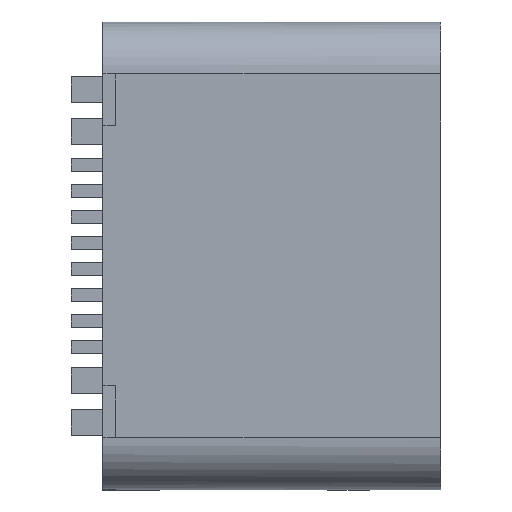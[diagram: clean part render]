
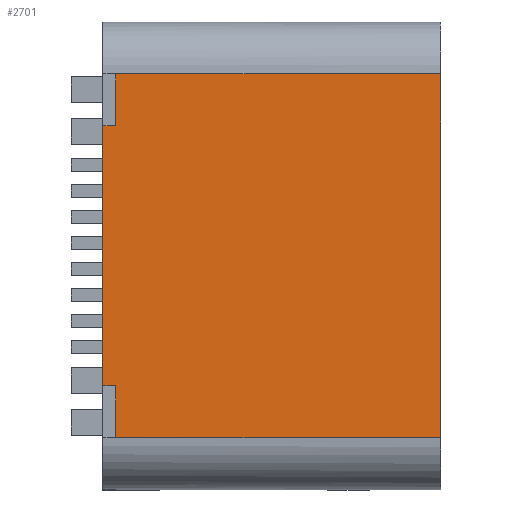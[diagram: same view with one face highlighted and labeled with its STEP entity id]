
A CAD part, top view. The second image highlights one B-rep face of the part: STEP entity #2701.
In plain terms, the highlighted planar face has unit normal (0, 0, 1).
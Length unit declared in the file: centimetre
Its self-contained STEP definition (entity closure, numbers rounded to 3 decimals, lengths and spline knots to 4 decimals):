
#216=FACE_OUTER_BOUND($,#370,.T.);
#370=EDGE_LOOP($,(#2240,#2241,#2242,#2243,#2244,#2245,#2246,#2247));
#574=LINE($,#4088,#902);
#578=LINE($,#4096,#906);
#657=LINE($,#4306,#985);
#660=LINE($,#4313,#988);
#666=LINE($,#4326,#994);
#667=LINE($,#4329,#995);
#668=LINE($,#4335,#996);
#669=LINE($,#4336,#997);
#902=VECTOR($,#3320,0.1);
#906=VECTOR($,#3324,0.1);
#985=VECTOR($,#3517,0.025);
#988=VECTOR($,#3524,0.025);
#994=VECTOR($,#3538,0.625);
#995=VECTOR($,#3543,0.5);
#996=VECTOR($,#3552,0.625);
#997=VECTOR($,#3553,0.7);
#1180=VERTEX_POINT($,#4085);
#1181=VERTEX_POINT($,#4087);
#1184=VERTEX_POINT($,#4093);
#1185=VERTEX_POINT($,#4095);
#1259=VERTEX_POINT($,#4304);
#1261=VERTEX_POINT($,#4312);
#1264=VERTEX_POINT($,#4325);
#1265=VERTEX_POINT($,#4334);
#1488=EDGE_CURVE($,#1181,#1180,#574,.T.);
#1492=EDGE_CURVE($,#1185,#1184,#578,.T.);
#1597=EDGE_CURVE($,#1184,#1259,#657,.T.);
#1600=EDGE_CURVE($,#1261,#1181,#660,.T.);
#1607=EDGE_CURVE($,#1185,#1264,#666,.T.);
#1609=EDGE_CURVE($,#1259,#1261,#667,.T.);
#1611=EDGE_CURVE($,#1265,#1180,#668,.T.);
#1612=EDGE_CURVE($,#1265,#1264,#669,.T.);
#2240=ORIENTED_EDGE($,*,*,#1492,.T.);
#2241=ORIENTED_EDGE($,*,*,#1597,.T.);
#2242=ORIENTED_EDGE($,*,*,#1609,.T.);
#2243=ORIENTED_EDGE($,*,*,#1600,.T.);
#2244=ORIENTED_EDGE($,*,*,#1488,.T.);
#2245=ORIENTED_EDGE($,*,*,#1611,.F.);
#2246=ORIENTED_EDGE($,*,*,#1612,.T.);
#2247=ORIENTED_EDGE($,*,*,#1607,.F.);
#2553=PLANE($,#2922);
#2701=ADVANCED_FACE($,(#216),#2553,.T.);
#2922=AXIS2_PLACEMENT_3D($,#4333,#3550,#3551);
#3320=DIRECTION($,(0.,-1.,0.));
#3324=DIRECTION($,(0.,-1.,0.));
#3517=DIRECTION($,(-1.,0.,0.));
#3524=DIRECTION($,(1.,0.,0.));
#3538=DIRECTION($,(1.,0.,0.));
#3543=DIRECTION($,(0.,-1.,0.));
#3550=DIRECTION('center_axis',(0.,0.,1.));
#3551=DIRECTION('ref_axis',(1.,0.,0.));
#3552=DIRECTION($,(-1.,0.,0.));
#3553=DIRECTION($,(0.,1.,0.));
#4085=CARTESIAN_POINT('',(-0.3,-0.35,0.25));
#4087=CARTESIAN_POINT('',(-0.3,-0.25,0.25));
#4088=CARTESIAN_POINT($,(-0.3,0.,0.25));
#4093=CARTESIAN_POINT('',(-0.3,0.25,0.25));
#4095=CARTESIAN_POINT('',(-0.3,0.35,0.25));
#4096=CARTESIAN_POINT($,(-0.3,0.,0.25));
#4304=CARTESIAN_POINT('',(-0.325,0.25,0.25));
#4306=CARTESIAN_POINT($,(-0.15,0.25,0.25));
#4312=CARTESIAN_POINT('',(-0.325,-0.25,0.25));
#4313=CARTESIAN_POINT($,(-0.15,-0.25,0.25));
#4325=CARTESIAN_POINT('',(0.325,0.35,0.25));
#4326=CARTESIAN_POINT($,(0.,0.35,0.25));
#4329=CARTESIAN_POINT($,(-0.325,0.,0.25));
#4333=CARTESIAN_POINT('Origin',(0.,0.,0.25));
#4334=CARTESIAN_POINT('',(0.325,-0.35,0.25));
#4335=CARTESIAN_POINT($,(0.,-0.35,0.25));
#4336=CARTESIAN_POINT($,(0.325,0.,0.25));
